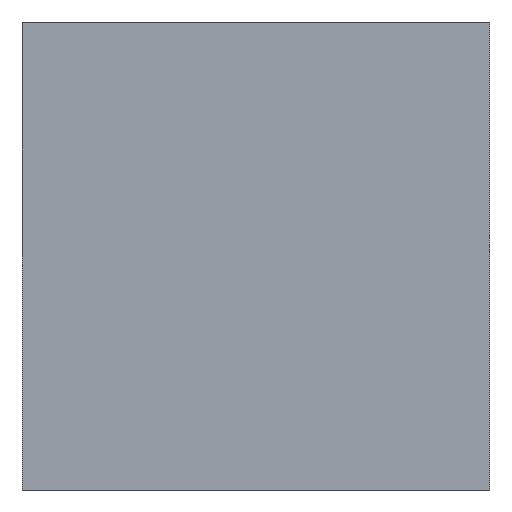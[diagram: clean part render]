
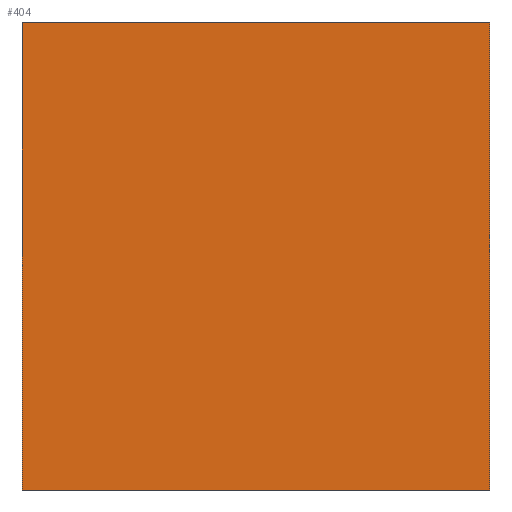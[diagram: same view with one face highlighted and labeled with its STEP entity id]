
A CAD part, left-side view. The second image highlights one B-rep face of the part: STEP entity #404.
In plain terms, the highlighted planar face has unit normal (-1, 0, 0).
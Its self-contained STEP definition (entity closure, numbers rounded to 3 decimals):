
#40=PLANE('',#477);
#62=FACE_OUTER_BOUND('',#93,.T.);
#93=EDGE_LOOP('',(#361,#362,#363,#364));
#103=LINE('',#648,#123);
#106=LINE('',#666,#126);
#114=LINE('',#719,#134);
#115=LINE('',#735,#135);
#123=VECTOR('',#505,10.);
#126=VECTOR('',#526,10.);
#134=VECTOR('',#590,10.);
#135=VECTOR('',#615,10.);
#179=VERTEX_POINT('',#641);
#182=VERTEX_POINT('',#646);
#187=VERTEX_POINT('',#663);
#205=VERTEX_POINT('',#716);
#219=EDGE_CURVE('',#182,#179,#103,.T.);
#228=EDGE_CURVE('',#187,#182,#106,.T.);
#255=EDGE_CURVE('',#205,#179,#114,.T.);
#263=EDGE_CURVE('',#205,#187,#115,.T.);
#361=ORIENTED_EDGE('',*,*,#263,.F.);
#362=ORIENTED_EDGE('',*,*,#255,.T.);
#363=ORIENTED_EDGE('',*,*,#219,.F.);
#364=ORIENTED_EDGE('',*,*,#228,.F.);
#404=ADVANCED_FACE('',(#62),#40,.T.);
#477=AXIS2_PLACEMENT_3D('',#734,#613,#614);
#505=DIRECTION('',(0.,0.,1.));
#526=DIRECTION('',(0.,1.,0.));
#590=DIRECTION('',(0.,1.,0.));
#613=DIRECTION('center_axis',(-1.,0.,0.));
#614=DIRECTION('ref_axis',(0.,0.,1.));
#615=DIRECTION('',(0.,0.,-1.));
#641=CARTESIAN_POINT('',(-27.979,13.,-0.554));
#646=CARTESIAN_POINT('',(-27.979,13.,-13.554));
#648=CARTESIAN_POINT('',(-27.979,13.,-0.554));
#663=CARTESIAN_POINT('',(-27.979,0.,-13.554));
#666=CARTESIAN_POINT('',(-27.979,0.,-13.554));
#716=CARTESIAN_POINT('',(-27.979,0.,-0.554));
#719=CARTESIAN_POINT('',(-27.979,0.,-0.554));
#734=CARTESIAN_POINT('Origin',(-27.979,0.,-13.554));
#735=CARTESIAN_POINT('',(-27.979,0.,-0.554));
